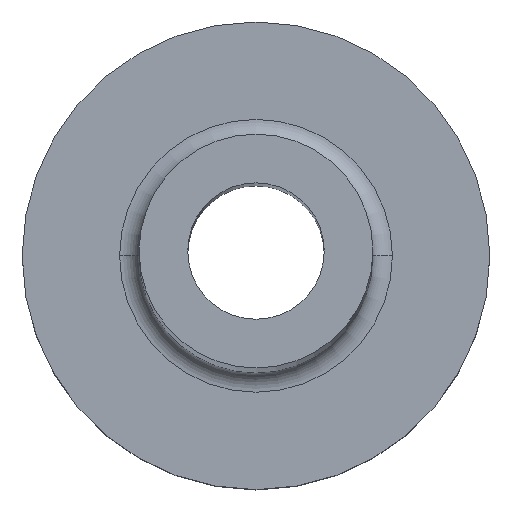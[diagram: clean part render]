
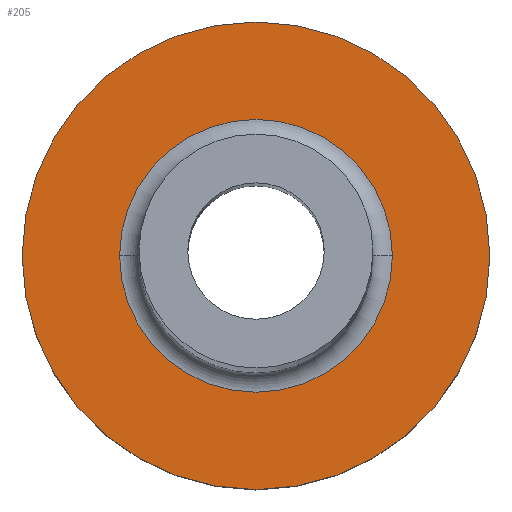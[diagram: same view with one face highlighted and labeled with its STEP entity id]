
A CAD part, top view. The second image highlights one B-rep face of the part: STEP entity #205.
In plain terms, the highlighted planar face has unit normal (0, 0, 1).
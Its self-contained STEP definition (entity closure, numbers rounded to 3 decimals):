
#21 = FACE_OUTER_BOUND ( 'NONE', #421, .T. ) ;
#28 = AXIS2_PLACEMENT_3D ( 'NONE', #170, #96, #174 ) ;
#30 = CARTESIAN_POINT ( 'NONE',  ( 0., 0., 5. ) ) ;
#35 = AXIS2_PLACEMENT_3D ( 'NONE', #390, #382, #379 ) ;
#46 = ORIENTED_EDGE ( 'NONE', *, *, #313, .T. ) ;
#82 = VERTEX_POINT ( 'NONE', #109 ) ;
#93 = CARTESIAN_POINT ( 'NONE',  ( 6., 0., 5. ) ) ;
#96 = DIRECTION ( 'NONE',  ( 0., 0., -1. ) ) ;
#109 = CARTESIAN_POINT ( 'NONE',  ( 3.5, 0., 5. ) ) ;
#112 = EDGE_LOOP ( 'NONE', ( #46, #335 ) ) ;
#126 = CARTESIAN_POINT ( 'NONE',  ( 0., 0., 5. ) ) ;
#149 = AXIS2_PLACEMENT_3D ( 'NONE', #267, #411, #235 ) ;
#150 = ORIENTED_EDGE ( 'NONE', *, *, #425, .T. ) ;
#156 = AXIS2_PLACEMENT_3D ( 'NONE', #30, #201, #365 ) ;
#167 = PLANE ( 'NONE',  #156 ) ;
#170 = CARTESIAN_POINT ( 'NONE',  ( 0., 0., 5. ) ) ;
#174 = DIRECTION ( 'NONE',  ( 1., 0., 0. ) ) ;
#185 = CIRCLE ( 'NONE', #200, 3.5 ) ;
#200 = AXIS2_PLACEMENT_3D ( 'NONE', #126, #452, #265 ) ;
#201 = DIRECTION ( 'NONE',  ( 0., 0., 1. ) ) ;
#202 = ORIENTED_EDGE ( 'NONE', *, *, #442, .T. ) ;
#205 = ADVANCED_FACE ( 'NONE', ( #210, #21 ), #167, .T. ) ;
#210 = FACE_BOUND ( 'NONE', #112, .T. ) ;
#230 = VERTEX_POINT ( 'NONE', #93 ) ;
#234 = CARTESIAN_POINT ( 'NONE',  ( -3.5, 0., 5. ) ) ;
#235 = DIRECTION ( 'NONE',  ( 1., 0., 0. ) ) ;
#265 = DIRECTION ( 'NONE',  ( 1., 0., 0. ) ) ;
#267 = CARTESIAN_POINT ( 'NONE',  ( 0., 0., 5. ) ) ;
#272 = CIRCLE ( 'NONE', #149, 6. ) ;
#278 = VERTEX_POINT ( 'NONE', #410 ) ;
#292 = VERTEX_POINT ( 'NONE', #234 ) ;
#299 = CIRCLE ( 'NONE', #35, 6. ) ;
#313 = EDGE_CURVE ( 'NONE', #82, #292, #347, .T. ) ;
#329 = EDGE_CURVE ( 'NONE', #292, #82, #185, .T. ) ;
#335 = ORIENTED_EDGE ( 'NONE', *, *, #329, .T. ) ;
#347 = CIRCLE ( 'NONE', #28, 3.5 ) ;
#365 = DIRECTION ( 'NONE',  ( 1., 0., 0. ) ) ;
#379 = DIRECTION ( 'NONE',  ( 1., 0., 0. ) ) ;
#382 = DIRECTION ( 'NONE',  ( 0., 0., 1. ) ) ;
#390 = CARTESIAN_POINT ( 'NONE',  ( 0., 0., 5. ) ) ;
#410 = CARTESIAN_POINT ( 'NONE',  ( -6., 0., 5. ) ) ;
#411 = DIRECTION ( 'NONE',  ( 0., 0., 1. ) ) ;
#421 = EDGE_LOOP ( 'NONE', ( #150, #202 ) ) ;
#425 = EDGE_CURVE ( 'NONE', #278, #230, #272, .T. ) ;
#442 = EDGE_CURVE ( 'NONE', #230, #278, #299, .T. ) ;
#452 = DIRECTION ( 'NONE',  ( 0., 0., -1. ) ) ;
